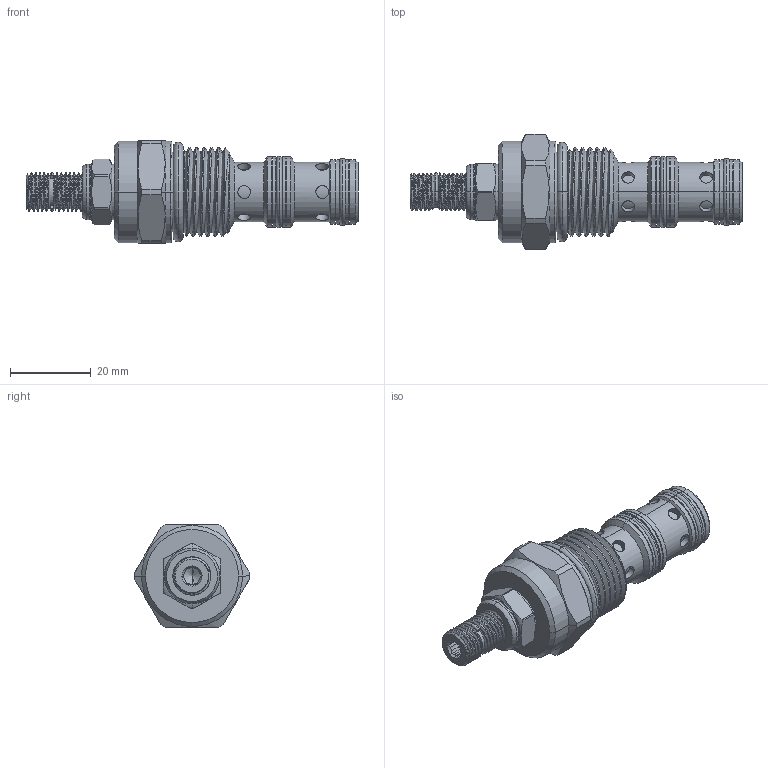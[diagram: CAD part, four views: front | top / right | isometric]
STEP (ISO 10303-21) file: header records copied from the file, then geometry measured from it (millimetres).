
FILE_DESCRIPTION (( 'STEP AP203' ), '1' );
FILE_NAME ('FR10W33-L.STEP', '2016-05-24T05:33:49', ( '' ), ( '' ), 'SwSTEP 2.0', 'SolidWorks 2012', '' );
FILE_SCHEMA (( 'CONFIG_CONTROL_DESIGN' ));
Length unit declared in the file: millimetre
Products named in the file (1): FR10W33-L
Bounding box: 82.09 x 28.57 x 25.4 mm (x, y, z)
Volume: 19746.5 mm3; surface area: 8810.9 mm2
Topology: 8 solids, 8 shells, 283 faces, 653 edges, 408 vertices
Faces by surface type: cylinder 144, plane 58, torus 38, cone 36, bspline 7
Entity records: 17168 total; most frequent: CARTESIAN_POINT 10920, ORIENTED_EDGE 1302, DIRECTION 1280, EDGE_CURVE 651, AXIS2_PLACEMENT_3D 536, VERTEX_POINT 408, EDGE_LOOP 317, FACE_OUTER_BOUND 283
